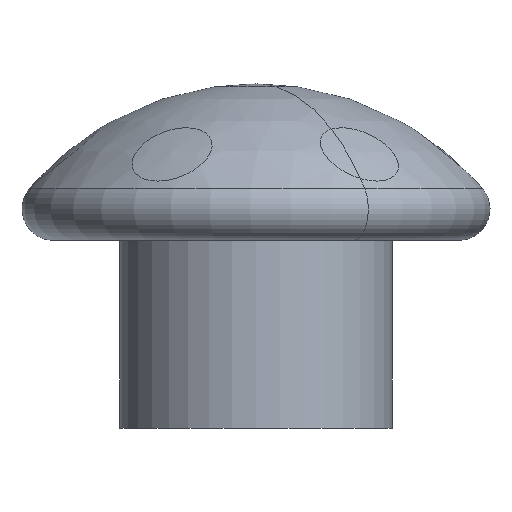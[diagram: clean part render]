
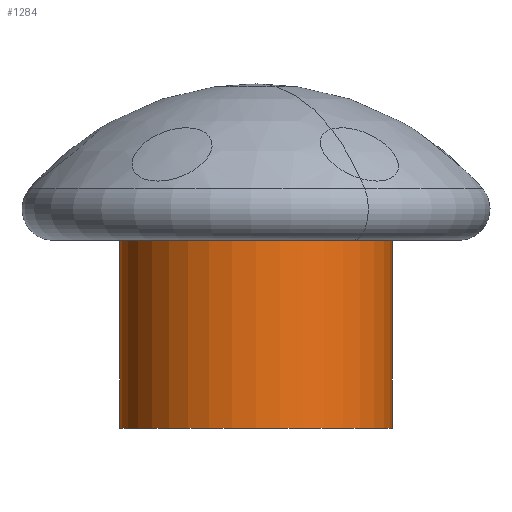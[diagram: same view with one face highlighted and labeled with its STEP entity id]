
A CAD part, front view. The second image highlights one B-rep face of the part: STEP entity #1284.
In plain terms, the highlighted cylindrical face has radius 130.5 mm (diameter 261 mm), a partial arc.
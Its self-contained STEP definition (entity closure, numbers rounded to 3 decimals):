
#1182 = EDGE_CURVE('',#1183,#1185,#1187,.T.);
#1183 = VERTEX_POINT('',#1184);
#1184 = CARTESIAN_POINT('',(-130.5,0.,0.));
#1185 = VERTEX_POINT('',#1186);
#1186 = CARTESIAN_POINT('',(130.5,0.,0.));
#1187 = CIRCLE('',#1188,130.5);
#1188 = AXIS2_PLACEMENT_3D('',#1189,#1190,#1191);
#1189 = CARTESIAN_POINT('',(0.,0.,0.));
#1190 = DIRECTION('',(0.,0.,1.));
#1191 = DIRECTION('',(1.,0.,-0.));
#1284 = ADVANCED_FACE('',(#1285),#1311,.T.);
#1285 = FACE_BOUND('',#1286,.T.);
#1286 = EDGE_LOOP('',(#1287,#1295,#1296,#1304));
#1287 = ORIENTED_EDGE('',*,*,#1288,.F.);
#1288 = EDGE_CURVE('',#1183,#1289,#1291,.T.);
#1289 = VERTEX_POINT('',#1290);
#1290 = CARTESIAN_POINT('',(-130.5,0.,195.));
#1291 = LINE('',#1292,#1293);
#1292 = CARTESIAN_POINT('',(-130.5,0.,100.));
#1293 = VECTOR('',#1294,1.);
#1294 = DIRECTION('',(0.,0.,1.));
#1295 = ORIENTED_EDGE('',*,*,#1182,.T.);
#1296 = ORIENTED_EDGE('',*,*,#1297,.T.);
#1297 = EDGE_CURVE('',#1185,#1298,#1300,.T.);
#1298 = VERTEX_POINT('',#1299);
#1299 = CARTESIAN_POINT('',(130.5,0.,195.));
#1300 = LINE('',#1301,#1302);
#1301 = CARTESIAN_POINT('',(130.5,0.,100.));
#1302 = VECTOR('',#1303,1.);
#1303 = DIRECTION('',(0.,0.,1.));
#1304 = ORIENTED_EDGE('',*,*,#1305,.F.);
#1305 = EDGE_CURVE('',#1289,#1298,#1306,.T.);
#1306 = CIRCLE('',#1307,130.5);
#1307 = AXIS2_PLACEMENT_3D('',#1308,#1309,#1310);
#1308 = CARTESIAN_POINT('',(0.,0.,195.));
#1309 = DIRECTION('',(0.,0.,1.));
#1310 = DIRECTION('',(1.,0.,-0.));
#1311 = CYLINDRICAL_SURFACE('',#1312,130.5);
#1312 = AXIS2_PLACEMENT_3D('',#1313,#1314,#1315);
#1313 = CARTESIAN_POINT('',(0.,0.,100.));
#1314 = DIRECTION('',(0.,0.,1.));
#1315 = DIRECTION('',(1.,0.,-0.));
